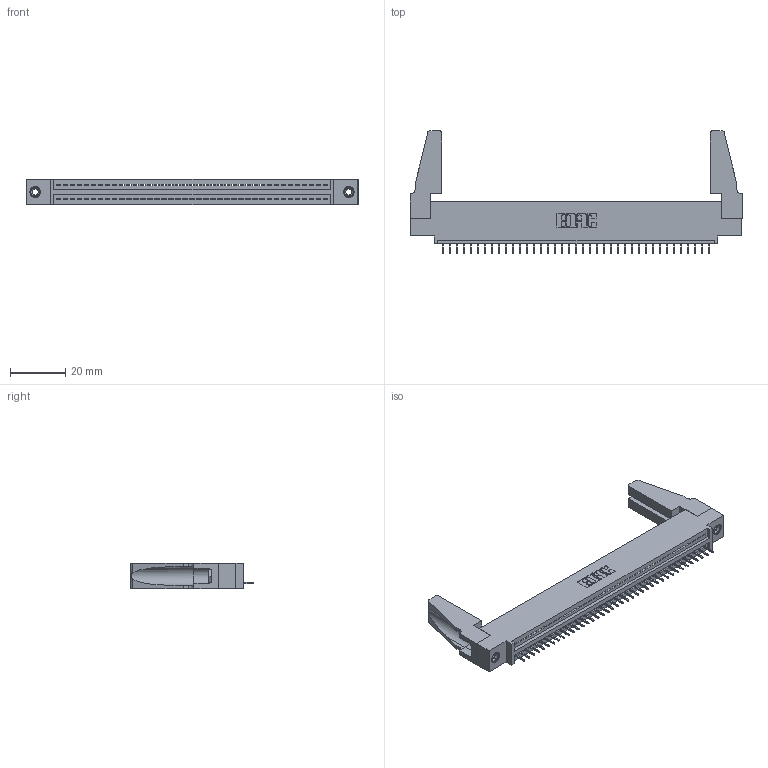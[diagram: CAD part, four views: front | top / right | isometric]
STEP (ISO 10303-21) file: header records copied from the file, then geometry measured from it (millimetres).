
FILE_DESCRIPTION (( 'STEP AP203' ), '1' );
FILE_NAME ('395-039-525-488.STEP', '2020-09-24T01:50:10', ( '' ), ( '' ), 'SwSTEP 2.0', 'SolidWorks 2020', '' );
FILE_SCHEMA (( 'CONFIG_CONTROL_DESIGN' ));
Length unit declared in the file: inch
Products named in the file (5): 345-250-001_345-250-001-102; 345-292-001_345-293-125; 345 Part_0.110 Offset - 0.156 Dia-TH; 345-220-078_345-220-088; 395-039-525-488
Assembly tree (44 placements, depth 2):
  395-039-525-488
    345 Part_0.110 Offset - 0.156 Dia-TH
    345-292-001_345-293-125  x39
    345-250-001_345-250-001-102  x2
    345-220-078_345-220-088  x2
Bounding box: 120.29 x 44.37 x 9.4 mm (x, y, z)
Volume: 14421 mm3; surface area: 17481.3 mm2
Topology: 44 solids, 44 shells, 2672 faces, 7687 edges, 4958 vertices
Faces by surface type: plane 1950, cylinder 706, cone 12, torus 4
Entity records: 32110 total; most frequent: CARTESIAN_POINT 5551, ORIENTED_EDGE 5484, DIRECTION 4860, EDGE_CURVE 2742, VECTOR 2416, LINE 2416, VERTEX_POINT 1818, AXIS2_PLACEMENT_3D 1222
